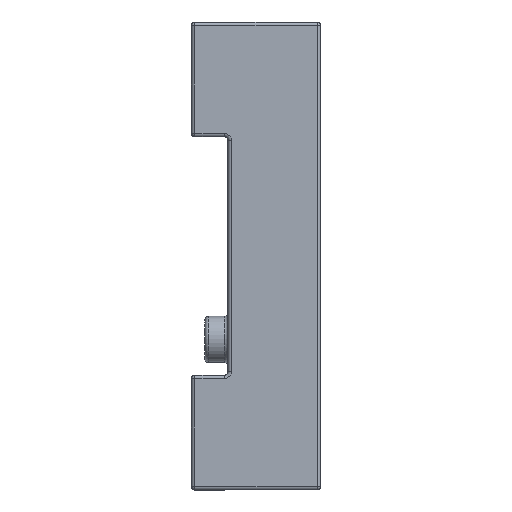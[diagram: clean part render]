
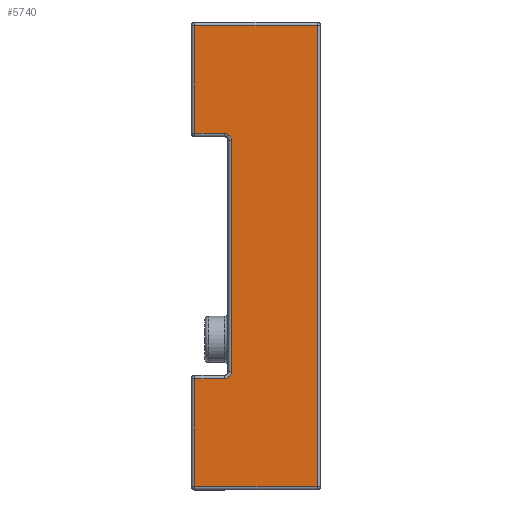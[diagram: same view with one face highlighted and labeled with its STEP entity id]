
A CAD part, left-side view. The second image highlights one B-rep face of the part: STEP entity #5740.
In plain terms, the highlighted planar face has unit normal (-1, 0, 0).
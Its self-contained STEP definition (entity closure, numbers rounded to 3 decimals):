
#38 = CARTESIAN_POINT ( 'NONE',  ( -6.3, 2.075, -2.645 ) ) ;
#173 = LINE ( 'NONE', #926, #2997 ) ;
#252 = VECTOR ( 'NONE', #4296, 1000. ) ;
#374 = VERTEX_POINT ( 'NONE', #4186 ) ;
#377 = DIRECTION ( 'NONE',  ( 0., 1., 0. ) ) ;
#494 = LINE ( 'NONE', #1384, #3012 ) ;
#663 = LINE ( 'NONE', #6042, #6335 ) ;
#763 = VERTEX_POINT ( 'NONE', #5584 ) ;
#788 = VERTEX_POINT ( 'NONE', #3629 ) ;
#815 = CARTESIAN_POINT ( 'NONE',  ( -6.3, 2.715, 0. ) ) ;
#926 = CARTESIAN_POINT ( 'NONE',  ( -6.3, 0., 4.975 ) ) ;
#1081 = ORIENTED_EDGE ( 'NONE', *, *, #1614, .T. ) ;
#1132 = ORIENTED_EDGE ( 'NONE', *, *, #3815, .T. ) ;
#1228 = VERTEX_POINT ( 'NONE', #38 ) ;
#1274 = EDGE_CURVE ( 'NONE', #5435, #2291, #1626, .T. ) ;
#1384 = CARTESIAN_POINT ( 'NONE',  ( -6.3, 0., -4.975 ) ) ;
#1439 = EDGE_CURVE ( 'NONE', #1228, #374, #6264, .T. ) ;
#1446 = EDGE_CURVE ( 'NONE', #1228, #788, #6114, .T. ) ;
#1453 = AXIS2_PLACEMENT_3D ( 'NONE', #2722, #6172, #3213 ) ;
#1571 = DIRECTION ( 'NONE',  ( 0., -1., 0. ) ) ;
#1614 = EDGE_CURVE ( 'NONE', #763, #2802, #663, .T. ) ;
#1621 = CARTESIAN_POINT ( 'NONE',  ( -6.3, 1.925, 2.495 ) ) ;
#1626 = LINE ( 'NONE', #5528, #4097 ) ;
#1704 = CARTESIAN_POINT ( 'NONE',  ( -6.3, 1.925, 0. ) ) ;
#1749 = CARTESIAN_POINT ( 'NONE',  ( -6.3, 0., 0. ) ) ;
#1834 = CARTESIAN_POINT ( 'NONE',  ( -6.3, 0.075, -4.975 ) ) ;
#1947 = ORIENTED_EDGE ( 'NONE', *, *, #1446, .T. ) ;
#2202 = DIRECTION ( 'NONE',  ( 0., 0., -1. ) ) ;
#2291 = VERTEX_POINT ( 'NONE', #3018 ) ;
#2341 = CARTESIAN_POINT ( 'NONE',  ( -6.3, 2.715, 4.975 ) ) ;
#2396 = DIRECTION ( 'NONE',  ( 0., 1., 0. ) ) ;
#2417 = CARTESIAN_POINT ( 'NONE',  ( -6.3, 2.075, -2.495 ) ) ;
#2722 = CARTESIAN_POINT ( 'NONE',  ( -6.3, 2.075, 2.495 ) ) ;
#2730 = CARTESIAN_POINT ( 'NONE',  ( -6.3, 2.715, -4.975 ) ) ;
#2756 = DIRECTION ( 'NONE',  ( 1., 0., 0. ) ) ;
#2802 = VERTEX_POINT ( 'NONE', #3954 ) ;
#2927 = VERTEX_POINT ( 'NONE', #1621 ) ;
#2929 = LINE ( 'NONE', #815, #252 ) ;
#2936 = DIRECTION ( 'NONE',  ( 0., 0., -1. ) ) ;
#2997 = VECTOR ( 'NONE', #377, 1000. ) ;
#3012 = VECTOR ( 'NONE', #4421, 1000. ) ;
#3018 = CARTESIAN_POINT ( 'NONE',  ( -6.3, 0.075, 4.975 ) ) ;
#3213 = DIRECTION ( 'NONE',  ( 0., 0., -1. ) ) ;
#3289 = ORIENTED_EDGE ( 'NONE', *, *, #5529, .T. ) ;
#3378 = VECTOR ( 'NONE', #2202, 1000. ) ;
#3479 = VECTOR ( 'NONE', #2396, 1000. ) ;
#3483 = EDGE_CURVE ( 'NONE', #2927, #2802, #6156, .T. ) ;
#3629 = CARTESIAN_POINT ( 'NONE',  ( -6.3, 2.715, -2.645 ) ) ;
#3657 = EDGE_CURVE ( 'NONE', #788, #6224, #3743, .T. ) ;
#3743 = LINE ( 'NONE', #5360, #4912 ) ;
#3815 = EDGE_CURVE ( 'NONE', #2291, #4866, #173, .T. ) ;
#3954 = CARTESIAN_POINT ( 'NONE',  ( -6.3, 2.075, 2.645 ) ) ;
#4044 = DIRECTION ( 'NONE',  ( 0., 0., 1. ) ) ;
#4097 = VECTOR ( 'NONE', #4044, 1000. ) ;
#4186 = CARTESIAN_POINT ( 'NONE',  ( -6.3, 1.925, -2.495 ) ) ;
#4261 = ORIENTED_EDGE ( 'NONE', *, *, #1274, .T. ) ;
#4296 = DIRECTION ( 'NONE',  ( 0., 0., -1. ) ) ;
#4365 = DIRECTION ( 'NONE',  ( 0., 0., -1. ) ) ;
#4421 = DIRECTION ( 'NONE',  ( 0., -1., 0. ) ) ;
#4538 = ORIENTED_EDGE ( 'NONE', *, *, #3657, .T. ) ;
#4618 = ORIENTED_EDGE ( 'NONE', *, *, #5682, .T. ) ;
#4767 = AXIS2_PLACEMENT_3D ( 'NONE', #2417, #5890, #2936 ) ;
#4801 = EDGE_LOOP ( 'NONE', ( #5402, #1081, #6124, #4618, #5995, #1947, #4538, #3289, #4261, #1132 ) ) ;
#4866 = VERTEX_POINT ( 'NONE', #2341 ) ;
#4912 = VECTOR ( 'NONE', #4365, 1000. ) ;
#5304 = AXIS2_PLACEMENT_3D ( 'NONE', #1749, #2756, #6206 ) ;
#5360 = CARTESIAN_POINT ( 'NONE',  ( -6.3, 2.715, 0. ) ) ;
#5380 = CARTESIAN_POINT ( 'NONE',  ( -6.3, 0., -2.645 ) ) ;
#5402 = ORIENTED_EDGE ( 'NONE', *, *, #5833, .T. ) ;
#5435 = VERTEX_POINT ( 'NONE', #1834 ) ;
#5528 = CARTESIAN_POINT ( 'NONE',  ( -6.3, 0.075, 0. ) ) ;
#5529 = EDGE_CURVE ( 'NONE', #6224, #5435, #494, .T. ) ;
#5584 = CARTESIAN_POINT ( 'NONE',  ( -6.3, 2.715, 2.645 ) ) ;
#5682 = EDGE_CURVE ( 'NONE', #2927, #374, #6167, .T. ) ;
#5697 = PLANE ( 'NONE',  #5304 ) ;
#5740 = ADVANCED_FACE ( 'NONE', ( #5855 ), #5697, .F. ) ;
#5833 = EDGE_CURVE ( 'NONE', #4866, #763, #2929, .T. ) ;
#5855 = FACE_OUTER_BOUND ( 'NONE', #4801, .T. ) ;
#5890 = DIRECTION ( 'NONE',  ( -1., 0., 0. ) ) ;
#5995 = ORIENTED_EDGE ( 'NONE', *, *, #1439, .F. ) ;
#6042 = CARTESIAN_POINT ( 'NONE',  ( -6.3, 0., 2.645 ) ) ;
#6114 = LINE ( 'NONE', #5380, #3479 ) ;
#6124 = ORIENTED_EDGE ( 'NONE', *, *, #3483, .F. ) ;
#6156 = CIRCLE ( 'NONE', #1453, 0.15 ) ;
#6167 = LINE ( 'NONE', #1704, #3378 ) ;
#6172 = DIRECTION ( 'NONE',  ( -1., 0., 0. ) ) ;
#6206 = DIRECTION ( 'NONE',  ( 0., 0., -1. ) ) ;
#6224 = VERTEX_POINT ( 'NONE', #2730 ) ;
#6264 = CIRCLE ( 'NONE', #4767, 0.15 ) ;
#6335 = VECTOR ( 'NONE', #1571, 1000. ) ;
